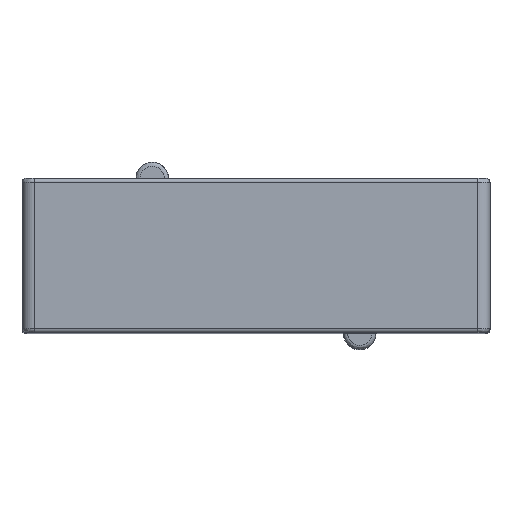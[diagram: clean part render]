
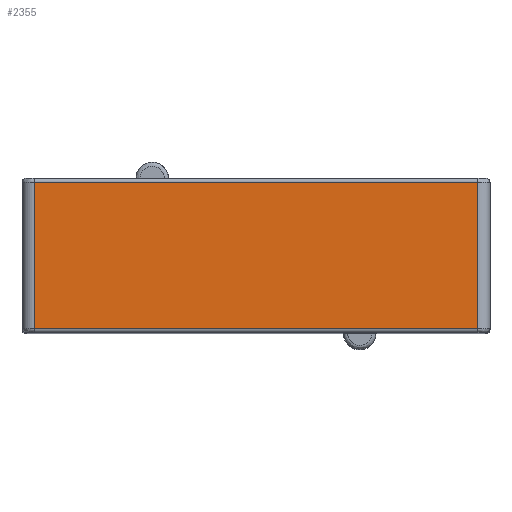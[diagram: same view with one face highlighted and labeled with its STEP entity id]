
A CAD part, top view. The second image highlights one B-rep face of the part: STEP entity #2355.
In plain terms, the highlighted planar face has unit normal (0, 0, 1).
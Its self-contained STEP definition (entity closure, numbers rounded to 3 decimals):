
#52 = LINE ( 'NONE', #975, #1108 ) ;
#57 = LINE ( 'NONE', #253, #2778 ) ;
#179 = ORIENTED_EDGE ( 'NONE', *, *, #2729, .T. ) ;
#249 = LINE ( 'NONE', #1829, #1589 ) ;
#253 = CARTESIAN_POINT ( 'NONE',  ( -5.45, -1.9, 20.9 ) ) ;
#286 = VERTEX_POINT ( 'NONE', #1378 ) ;
#538 = CARTESIAN_POINT ( 'NONE',  ( -5.75, 1.8, 20.9 ) ) ;
#678 = ORIENTED_EDGE ( 'NONE', *, *, #2777, .F. ) ;
#690 = DIRECTION ( 'NONE',  ( 1., 0., 0. ) ) ;
#742 = VERTEX_POINT ( 'NONE', #2868 ) ;
#753 = ORIENTED_EDGE ( 'NONE', *, *, #2661, .T. ) ;
#934 = CARTESIAN_POINT ( 'NONE',  ( -5.45, 1.8, 20.9 ) ) ;
#975 = CARTESIAN_POINT ( 'NONE',  ( 20.741, -1.8, 20.9 ) ) ;
#979 = DIRECTION ( 'NONE',  ( 0., -1., 0. ) ) ;
#1108 = VECTOR ( 'NONE', #2359, 1000. ) ;
#1176 = EDGE_LOOP ( 'NONE', ( #753, #179, #2564, #678 ) ) ;
#1227 = DIRECTION ( 'NONE',  ( -1., 0., 0. ) ) ;
#1378 = CARTESIAN_POINT ( 'NONE',  ( -5.45, -1.8, 20.9 ) ) ;
#1589 = VECTOR ( 'NONE', #2268, 1000. ) ;
#1610 = VERTEX_POINT ( 'NONE', #934 ) ;
#1632 = VERTEX_POINT ( 'NONE', #2326 ) ;
#1829 = CARTESIAN_POINT ( 'NONE',  ( 5.45, -1.9, 20.9 ) ) ;
#2025 = CARTESIAN_POINT ( 'NONE',  ( -5.75, -1.9, 20.9 ) ) ;
#2214 = FACE_OUTER_BOUND ( 'NONE', #1176, .T. ) ;
#2268 = DIRECTION ( 'NONE',  ( 0., 1., 0. ) ) ;
#2326 = CARTESIAN_POINT ( 'NONE',  ( 5.45, 1.8, 20.9 ) ) ;
#2355 = ADVANCED_FACE ( 'NONE', ( #2214 ), #2720, .T. ) ;
#2359 = DIRECTION ( 'NONE',  ( -1., 0., 0. ) ) ;
#2390 = AXIS2_PLACEMENT_3D ( 'NONE', #2025, #2733, #690 ) ;
#2399 = VECTOR ( 'NONE', #1227, 1000. ) ;
#2446 = EDGE_CURVE ( 'NONE', #1610, #286, #57, .T. ) ;
#2564 = ORIENTED_EDGE ( 'NONE', *, *, #2446, .T. ) ;
#2591 = LINE ( 'NONE', #538, #2399 ) ;
#2661 = EDGE_CURVE ( 'NONE', #742, #1632, #249, .T. ) ;
#2720 = PLANE ( 'NONE',  #2390 ) ;
#2729 = EDGE_CURVE ( 'NONE', #1632, #1610, #2591, .T. ) ;
#2733 = DIRECTION ( 'NONE',  ( 0., 0., 1. ) ) ;
#2777 = EDGE_CURVE ( 'NONE', #742, #286, #52, .T. ) ;
#2778 = VECTOR ( 'NONE', #979, 1000. ) ;
#2868 = CARTESIAN_POINT ( 'NONE',  ( 5.45, -1.8, 20.9 ) ) ;
